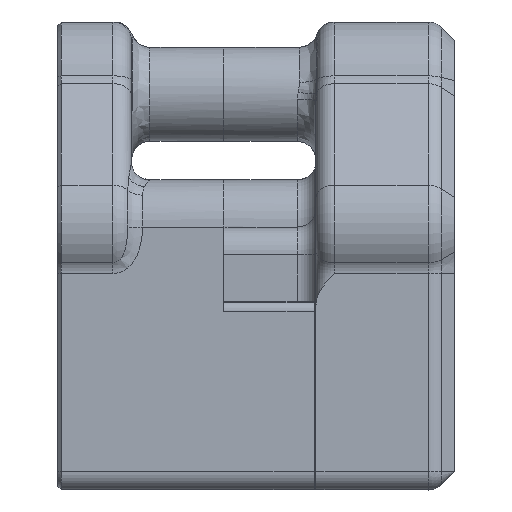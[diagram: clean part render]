
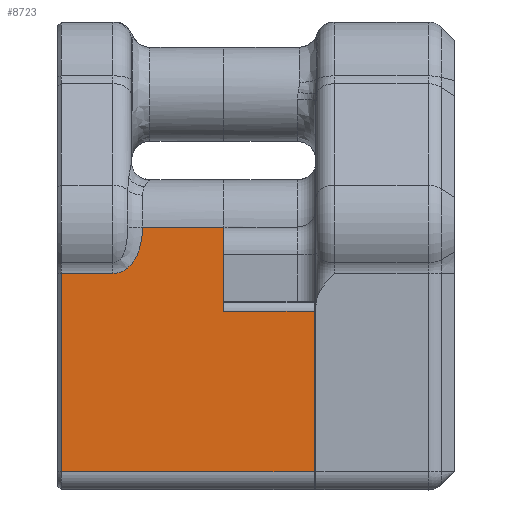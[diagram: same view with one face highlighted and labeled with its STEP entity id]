
A CAD part, left-side view. The second image highlights one B-rep face of the part: STEP entity #8723.
In plain terms, the highlighted planar face has unit normal (-1, 0, 0).
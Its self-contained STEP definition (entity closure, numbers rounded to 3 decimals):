
#171=B_SPLINE_CURVE_WITH_KNOTS('',3,(#13170,#13171,#13172,#13173,#13174,
#13175,#13176),.UNSPECIFIED.,.F.,.F.,(4,1,1,1,4),(0.,0.094,
0.283,0.471,0.66),.UNSPECIFIED.);
#787=FACE_OUTER_BOUND('',#1315,.T.);
#1315=EDGE_LOOP('',(#5974,#5975,#5976,#5977,#5978,#5979,#5980,#5981));
#1930=LINE('',#13130,#2794);
#1939=LINE('',#13160,#2803);
#1940=LINE('',#13162,#2804);
#1941=LINE('',#13164,#2805);
#1942=LINE('',#13166,#2806);
#1943=LINE('',#13168,#2807);
#1944=LINE('',#13177,#2808);
#2794=VECTOR('',#10443,10.);
#2803=VECTOR('',#10476,10.);
#2804=VECTOR('',#10477,10.);
#2805=VECTOR('',#10478,10.);
#2806=VECTOR('',#10479,10.);
#2807=VECTOR('',#10480,10.);
#2808=VECTOR('',#10481,10.);
#3647=VERTEX_POINT('',#13121);
#3649=VERTEX_POINT('',#13128);
#3658=VERTEX_POINT('',#13159);
#3659=VERTEX_POINT('',#13161);
#3660=VERTEX_POINT('',#13163);
#3661=VERTEX_POINT('',#13165);
#3662=VERTEX_POINT('',#13167);
#3663=VERTEX_POINT('',#13169);
#4522=EDGE_CURVE('',#3649,#3647,#1930,.T.);
#4537=EDGE_CURVE('',#3658,#3649,#1939,.T.);
#4538=EDGE_CURVE('',#3659,#3658,#1940,.T.);
#4539=EDGE_CURVE('',#3660,#3659,#1941,.T.);
#4540=EDGE_CURVE('',#3660,#3661,#1942,.T.);
#4541=EDGE_CURVE('',#3661,#3662,#1943,.T.);
#4542=EDGE_CURVE('',#3663,#3662,#171,.T.);
#4543=EDGE_CURVE('',#3647,#3663,#1944,.T.);
#5974=ORIENTED_EDGE('',*,*,#4522,.F.);
#5975=ORIENTED_EDGE('',*,*,#4537,.F.);
#5976=ORIENTED_EDGE('',*,*,#4538,.F.);
#5977=ORIENTED_EDGE('',*,*,#4539,.F.);
#5978=ORIENTED_EDGE('',*,*,#4540,.T.);
#5979=ORIENTED_EDGE('',*,*,#4541,.T.);
#5980=ORIENTED_EDGE('',*,*,#4542,.F.);
#5981=ORIENTED_EDGE('',*,*,#4543,.F.);
#8393=PLANE('',#9329);
#8723=ADVANCED_FACE('',(#787),#8393,.F.);
#9329=AXIS2_PLACEMENT_3D('',#13158,#10474,#10475);
#10443=DIRECTION('',(0.,0.,1.));
#10474=DIRECTION('center_axis',(1.,0.,0.));
#10475=DIRECTION('ref_axis',(0.,0.,-1.));
#10476=DIRECTION('',(0.,1.,0.));
#10477=DIRECTION('',(0.,0.,-1.));
#10478=DIRECTION('',(0.,-1.,0.));
#10479=DIRECTION('',(0.,0.,1.));
#10480=DIRECTION('',(0.,1.,0.));
#10481=DIRECTION('',(0.,-1.,0.));
#13121=CARTESIAN_POINT('',(-167.094,-25.4,-140.928));
#13128=CARTESIAN_POINT('',(-167.094,-25.4,-162.4));
#13130=CARTESIAN_POINT('',(-167.094,-25.4,-139.928));
#13158=CARTESIAN_POINT('Origin',(-167.094,-67.,-140.245));
#13159=CARTESIAN_POINT('',(-167.094,-52.8,-162.4));
#13160=CARTESIAN_POINT('',(-167.094,-50.,-162.4));
#13161=CARTESIAN_POINT('',(-167.094,-52.8,-145.021));
#13162=CARTESIAN_POINT('',(-167.094,-52.8,-135.9));
#13163=CARTESIAN_POINT('',(-167.094,-43.,-145.021));
#13164=CARTESIAN_POINT('',(-167.094,-52.8,-145.021));
#13165=CARTESIAN_POINT('',(-167.094,-43.,-135.9));
#13166=CARTESIAN_POINT('',(-167.094,-43.,-138.073));
#13167=CARTESIAN_POINT('',(-167.094,-34.2,-135.9));
#13168=CARTESIAN_POINT('',(-167.094,-33.,-135.9));
#13169=CARTESIAN_POINT('',(-167.094,-31.,-140.928));
#13170=CARTESIAN_POINT('Ctrl Pts',(-167.094,-31.,
-140.928));
#13171=CARTESIAN_POINT('Ctrl Pts',(-167.094,-31.314,
-140.928));
#13172=CARTESIAN_POINT('Ctrl Pts',(-167.094,-32.264,
-140.728));
#13173=CARTESIAN_POINT('Ctrl Pts',(-167.094,-33.438,
-139.582));
#13174=CARTESIAN_POINT('Ctrl Pts',(-167.094,-34.079,
-137.785));
#13175=CARTESIAN_POINT('Ctrl Pts',(-167.094,-34.2,-136.528));
#13176=CARTESIAN_POINT('Ctrl Pts',(-167.094,-34.2,
-135.9));
#13177=CARTESIAN_POINT('',(-167.094,-33.,-140.928));
